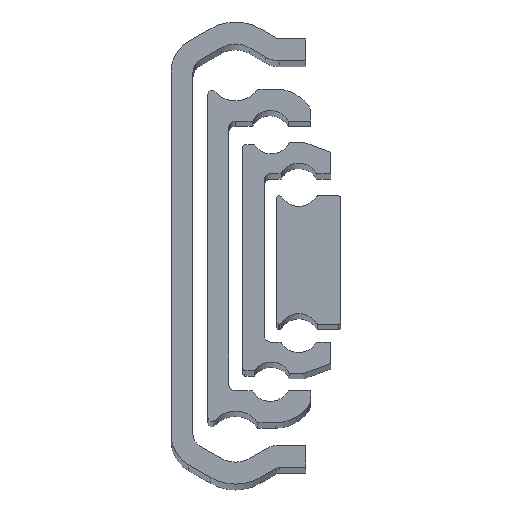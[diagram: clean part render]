
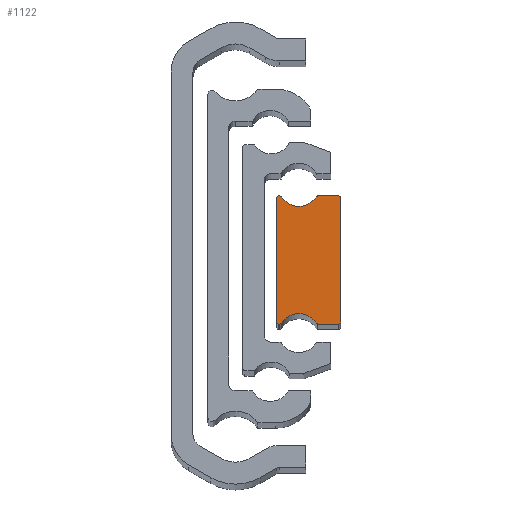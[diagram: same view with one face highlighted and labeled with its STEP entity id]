
A CAD part, top view. The second image highlights one B-rep face of the part: STEP entity #1122.
In plain terms, the highlighted planar face has unit normal (0, 0, 1).
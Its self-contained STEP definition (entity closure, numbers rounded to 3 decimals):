
#40 = CARTESIAN_POINT ( 'NONE',  ( 16.32, -9.2, 451.5 ) ) ;
#45 = DIRECTION ( 'NONE',  ( 0., 0., 1. ) ) ;
#56 = DIRECTION ( 'NONE',  ( 0., 0., 1. ) ) ;
#75 = DIRECTION ( 'NONE',  ( 1., 0., 0. ) ) ;
#76 = CARTESIAN_POINT ( 'NONE',  ( 19.45, -9.2, 451.5 ) ) ;
#79 = DIRECTION ( 'NONE',  ( 1., 0., 0. ) ) ;
#150 = ORIENTED_EDGE ( 'NONE', *, *, #3567, .T. ) ;
#152 = ORIENTED_EDGE ( 'NONE', *, *, #3606, .T. ) ;
#165 = ORIENTED_EDGE ( 'NONE', *, *, #1070, .T. ) ;
#221 = ORIENTED_EDGE ( 'NONE', *, *, #3569, .T. ) ;
#267 = ORIENTED_EDGE ( 'NONE', *, *, #3456, .T. ) ;
#268 = ORIENTED_EDGE ( 'NONE', *, *, #3602, .T. ) ;
#369 = EDGE_LOOP ( 'NONE', ( #414, #389, #382, #267, #374, #375, #381, #383, #386, #388, #390, #268, #221, #152, #150, #165 ) ) ;
#374 = ORIENTED_EDGE ( 'NONE', *, *, #3639, .T. ) ;
#375 = ORIENTED_EDGE ( 'NONE', *, *, #1032, .T. ) ;
#381 = ORIENTED_EDGE ( 'NONE', *, *, #3636, .T. ) ;
#382 = ORIENTED_EDGE ( 'NONE', *, *, #3477, .T. ) ;
#383 = ORIENTED_EDGE ( 'NONE', *, *, #1062, .T. ) ;
#386 = ORIENTED_EDGE ( 'NONE', *, *, #1063, .T. ) ;
#388 = ORIENTED_EDGE ( 'NONE', *, *, #3451, .T. ) ;
#389 = ORIENTED_EDGE ( 'NONE', *, *, #3455, .T. ) ;
#390 = ORIENTED_EDGE ( 'NONE', *, *, #3450, .T. ) ;
#414 = ORIENTED_EDGE ( 'NONE', *, *, #1088, .T. ) ;
#456 = CARTESIAN_POINT ( 'NONE',  ( 10.45, 9.5, 451.5 ) ) ;
#459 = CARTESIAN_POINT ( 'NONE',  ( 10.68, 9.5, 451.5 ) ) ;
#462 = CARTESIAN_POINT ( 'NONE',  ( 10.68, -9.5, 451.5 ) ) ;
#464 = CARTESIAN_POINT ( 'NONE',  ( 19.75, 9.2, 451.5 ) ) ;
#482 = CARTESIAN_POINT ( 'NONE',  ( 19.45, 9.5, 451.5 ) ) ;
#493 = CARTESIAN_POINT ( 'NONE',  ( 10.25, 9.3, 451.5 ) ) ;
#505 = CARTESIAN_POINT ( 'NONE',  ( 10.933, 9.361, 451.5 ) ) ;
#522 = DIRECTION ( 'NONE',  ( 0., 0., -1. ) ) ;
#525 = DIRECTION ( 'NONE',  ( -1., 0., 0. ) ) ;
#528 = CARTESIAN_POINT ( 'NONE',  ( 19.45, 9.5, 451.5 ) ) ;
#529 = CARTESIAN_POINT ( 'NONE',  ( 16.067, 9.361, 451.5 ) ) ;
#533 = DIRECTION ( 'NONE',  ( 1., 0., 0. ) ) ;
#547 = CARTESIAN_POINT ( 'NONE',  ( 10.25, -9.3, 451.5 ) ) ;
#565 = DIRECTION ( 'NONE',  ( 1., 0., 0. ) ) ;
#629 = DIRECTION ( 'NONE',  ( 0., 0., 1. ) ) ;
#632 = CARTESIAN_POINT ( 'NONE',  ( 16.32, 9.2, 451.5 ) ) ;
#662 = CARTESIAN_POINT ( 'NONE',  ( 10.68, -9.2, 451.5 ) ) ;
#690 = CARTESIAN_POINT ( 'NONE',  ( 16.067, -9.361, 451.5 ) ) ;
#734 = CARTESIAN_POINT ( 'NONE',  ( 13.5, 10.99, 451.5 ) ) ;
#735 = CARTESIAN_POINT ( 'NONE',  ( 10.933, -9.361, 451.5 ) ) ;
#749 = DIRECTION ( 'NONE',  ( 1., 0., 0. ) ) ;
#759 = CARTESIAN_POINT ( 'NONE',  ( 10.45, -9.5, 451.5 ) ) ;
#760 = CARTESIAN_POINT ( 'NONE',  ( 19.75, -9.2, 451.5 ) ) ;
#810 = CARTESIAN_POINT ( 'NONE',  ( 16.32, -9.5, 451.5 ) ) ;
#813 = DIRECTION ( 'NONE',  ( 0., 0., 1. ) ) ;
#815 = DIRECTION ( 'NONE',  ( 1., 0., 0. ) ) ;
#836 = CARTESIAN_POINT ( 'NONE',  ( 10.45, -9.5, 451.5 ) ) ;
#869 = CARTESIAN_POINT ( 'NONE',  ( 19.45, -9.5, 451.5 ) ) ;
#873 = CARTESIAN_POINT ( 'NONE',  ( 16.32, 9.5, 451.5 ) ) ;
#896 = DIRECTION ( 'NONE',  ( 1., 0., 0. ) ) ;
#897 = DIRECTION ( 'NONE',  ( 0., 0., 1. ) ) ;
#1032 = EDGE_CURVE ( 'NONE', #3384, #3386, #1862, .T. ) ;
#1062 = EDGE_CURVE ( 'NONE', #2742, #2731, #1914, .T. ) ;
#1063 = EDGE_CURVE ( 'NONE', #2731, #3310, #1917, .T. ) ;
#1070 = EDGE_CURVE ( 'NONE', #3309, #3374, #1911, .T. ) ;
#1088 = EDGE_CURVE ( 'NONE', #3374, #3313, #1957, .T. ) ;
#1122 = ADVANCED_FACE ( 'NONE', ( #2009 ), #2919, .T. ) ;
#1592 = AXIS2_PLACEMENT_3D ( 'NONE', #2829, #3076, #2893 ) ;
#1602 = AXIS2_PLACEMENT_3D ( 'NONE', #3108, #2853, #2854 ) ;
#1605 = AXIS2_PLACEMENT_3D ( 'NONE', #734, #522, #533 ) ;
#1632 = AXIS2_PLACEMENT_3D ( 'NONE', #2918, #813, #815 ) ;
#1647 = AXIS2_PLACEMENT_3D ( 'NONE', #662, #897, #896 ) ;
#1656 = AXIS2_PLACEMENT_3D ( 'NONE', #632, #629, #749 ) ;
#1679 = AXIS2_PLACEMENT_3D ( 'NONE', #40, #56, #79 ) ;
#1684 = AXIS2_PLACEMENT_3D ( 'NONE', #76, #45, #75 ) ;
#1697 = AXIS2_PLACEMENT_3D ( 'NONE', #2328, #2337, #2338 ) ;
#1714 = AXIS2_PLACEMENT_3D ( 'NONE', #2418, #2425, #2426 ) ;
#1717 = AXIS2_PLACEMENT_3D ( 'NONE', #2430, #2433, #2434 ) ;
#1862 = LINE ( 'NONE', #3013, #1864 ) ;
#1864 = VECTOR ( 'NONE', #3231, 1000. ) ;
#1910 = VECTOR ( 'NONE', #2826, 1000. ) ;
#1911 = LINE ( 'NONE', #2885, #1923 ) ;
#1914 = LINE ( 'NONE', #2825, #1910 ) ;
#1917 = CIRCLE ( 'NONE', #1592, 0.2 ) ;
#1923 = VECTOR ( 'NONE', #3004, 1000. ) ;
#1957 = CIRCLE ( 'NONE', #1602, 0.3 ) ;
#2009 = FACE_OUTER_BOUND ( 'NONE', #369, .T. ) ;
#2050 = LINE ( 'NONE', #836, #2061 ) ;
#2061 = VECTOR ( 'NONE', #565, 1000. ) ;
#2069 = CIRCLE ( 'NONE', #1647, 0.3 ) ;
#2074 = LINE ( 'NONE', #528, #2075 ) ;
#2075 = VECTOR ( 'NONE', #525, 1000. ) ;
#2077 = CIRCLE ( 'NONE', #1605, 3.04 ) ;
#2114 = CIRCLE ( 'NONE', #1656, 0.3 ) ;
#2267 = CIRCLE ( 'NONE', #1684, 0.3 ) ;
#2270 = CIRCLE ( 'NONE', #1679, 0.3 ) ;
#2328 = CARTESIAN_POINT ( 'NONE',  ( 13.5, -10.99, 451.5 ) ) ;
#2337 = DIRECTION ( 'NONE',  ( 0., 0., -1. ) ) ;
#2338 = DIRECTION ( 'NONE',  ( 1., 0., 0. ) ) ;
#2348 = CARTESIAN_POINT ( 'NONE',  ( 16.32, -9.5, 451.5 ) ) ;
#2349 = DIRECTION ( 'NONE',  ( 1., 0., 0. ) ) ;
#2418 = CARTESIAN_POINT ( 'NONE',  ( 10.45, 9.3, 451.5 ) ) ;
#2425 = DIRECTION ( 'NONE',  ( 0., 0., 1. ) ) ;
#2426 = DIRECTION ( 'NONE',  ( 1., 0., 0. ) ) ;
#2430 = CARTESIAN_POINT ( 'NONE',  ( 10.68, 9.2, 451.5 ) ) ;
#2433 = DIRECTION ( 'NONE',  ( 0., 0., 1. ) ) ;
#2434 = DIRECTION ( 'NONE',  ( 1., 0., 0. ) ) ;
#2601 = VECTOR ( 'NONE', #2349, 1000. ) ;
#2604 = LINE ( 'NONE', #2348, #2601 ) ;
#2605 = CIRCLE ( 'NONE', #1697, 3.04 ) ;
#2654 = CIRCLE ( 'NONE', #1714, 0.2 ) ;
#2658 = CIRCLE ( 'NONE', #1717, 0.3 ) ;
#2709 = VERTEX_POINT ( 'NONE', #810 ) ;
#2727 = VERTEX_POINT ( 'NONE', #735 ) ;
#2731 = VERTEX_POINT ( 'NONE', #547 ) ;
#2742 = VERTEX_POINT ( 'NONE', #493 ) ;
#2764 = VERTEX_POINT ( 'NONE', #505 ) ;
#2825 = CARTESIAN_POINT ( 'NONE',  ( 10.25, 9.3, 451.5 ) ) ;
#2826 = DIRECTION ( 'NONE',  ( 0., -1., 0. ) ) ;
#2829 = CARTESIAN_POINT ( 'NONE',  ( 10.45, -9.3, 451.5 ) ) ;
#2853 = DIRECTION ( 'NONE',  ( 0., 0., 1. ) ) ;
#2854 = DIRECTION ( 'NONE',  ( 1., 0., 0. ) ) ;
#2865 = VERTEX_POINT ( 'NONE', #529 ) ;
#2885 = CARTESIAN_POINT ( 'NONE',  ( 19.75, -9.2, 451.5 ) ) ;
#2893 = DIRECTION ( 'NONE',  ( 1., 0., 0. ) ) ;
#2918 = CARTESIAN_POINT ( 'NONE',  ( 19.45, 9.2, 451.5 ) ) ;
#2919 = PLANE ( 'NONE',  #1632 ) ;
#3004 = DIRECTION ( 'NONE',  ( 0., 1., 0. ) ) ;
#3013 = CARTESIAN_POINT ( 'NONE',  ( 10.68, 9.5, 451.5 ) ) ;
#3076 = DIRECTION ( 'NONE',  ( 0., 0., 1. ) ) ;
#3108 = CARTESIAN_POINT ( 'NONE',  ( 19.45, 9.2, 451.5 ) ) ;
#3161 = VERTEX_POINT ( 'NONE', #690 ) ;
#3231 = DIRECTION ( 'NONE',  ( -1., 0., 0. ) ) ;
#3309 = VERTEX_POINT ( 'NONE', #760 ) ;
#3310 = VERTEX_POINT ( 'NONE', #759 ) ;
#3313 = VERTEX_POINT ( 'NONE', #482 ) ;
#3374 = VERTEX_POINT ( 'NONE', #464 ) ;
#3383 = VERTEX_POINT ( 'NONE', #462 ) ;
#3384 = VERTEX_POINT ( 'NONE', #459 ) ;
#3386 = VERTEX_POINT ( 'NONE', #456 ) ;
#3403 = VERTEX_POINT ( 'NONE', #873 ) ;
#3430 = VERTEX_POINT ( 'NONE', #869 ) ;
#3450 = EDGE_CURVE ( 'NONE', #3383, #2727, #2069, .T. ) ;
#3451 = EDGE_CURVE ( 'NONE', #3310, #3383, #2050, .T. ) ;
#3455 = EDGE_CURVE ( 'NONE', #3313, #3403, #2074, .T. ) ;
#3456 = EDGE_CURVE ( 'NONE', #2865, #2764, #2077, .T. ) ;
#3477 = EDGE_CURVE ( 'NONE', #3403, #2865, #2114, .T. ) ;
#3567 = EDGE_CURVE ( 'NONE', #3430, #3309, #2267, .T. ) ;
#3569 = EDGE_CURVE ( 'NONE', #3161, #2709, #2270, .T. ) ;
#3602 = EDGE_CURVE ( 'NONE', #2727, #3161, #2605, .T. ) ;
#3606 = EDGE_CURVE ( 'NONE', #2709, #3430, #2604, .T. ) ;
#3636 = EDGE_CURVE ( 'NONE', #3386, #2742, #2654, .T. ) ;
#3639 = EDGE_CURVE ( 'NONE', #2764, #3384, #2658, .T. ) ;
